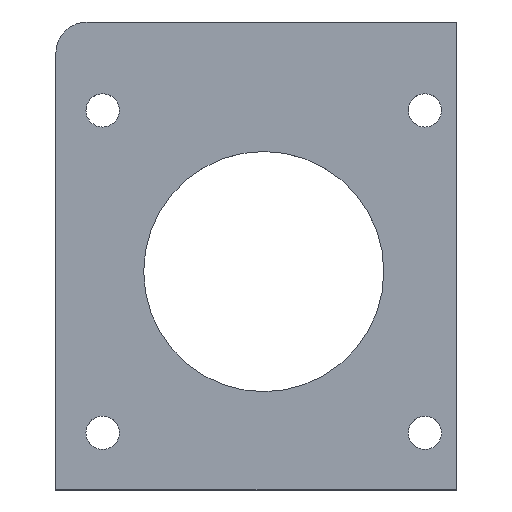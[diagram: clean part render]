
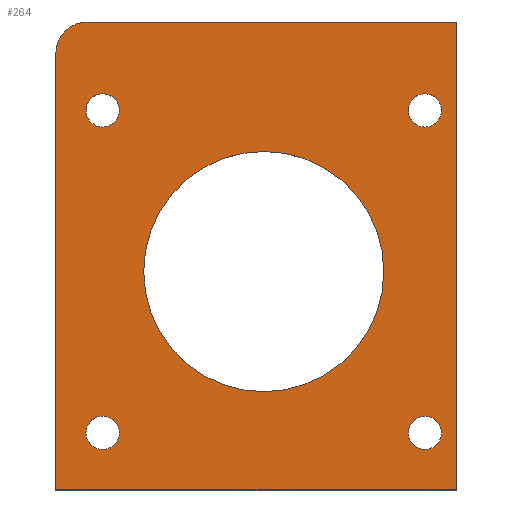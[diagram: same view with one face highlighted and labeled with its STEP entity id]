
A CAD part, top view. The second image highlights one B-rep face of the part: STEP entity #264.
In plain terms, the highlighted planar face has unit normal (0, 0, 1).
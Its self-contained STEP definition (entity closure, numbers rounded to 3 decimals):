
#2 = CIRCLE ( 'NONE', #71, 1.6 ) ;
#12 = DIRECTION ( 'NONE',  ( 0., 0., 1. ) ) ;
#14 = DIRECTION ( 'NONE',  ( 0., 0., 1. ) ) ;
#18 = FACE_OUTER_BOUND ( 'NONE', #538, .T. ) ;
#21 = EDGE_LOOP ( 'NONE', ( #197, #637 ) ) ;
#23 = CARTESIAN_POINT ( 'NONE',  ( 27.071, -58.595, 4. ) ) ;
#25 = FACE_BOUND ( 'NONE', #295, .T. ) ;
#26 = ORIENTED_EDGE ( 'NONE', *, *, #28, .T. ) ;
#28 = EDGE_CURVE ( 'NONE', #211, #567, #561, .T. ) ;
#41 = AXIS2_PLACEMENT_3D ( 'NONE', #607, #14, #412 ) ;
#46 = CIRCLE ( 'NONE', #110, 11.55 ) ;
#50 = VECTOR ( 'NONE', #72, 1000. ) ;
#53 = ORIENTED_EDGE ( 'NONE', *, *, #92, .F. ) ;
#65 = CARTESIAN_POINT ( 'NONE',  ( 27.071, -55.595, 4. ) ) ;
#68 = DIRECTION ( 'NONE',  ( 0., 0., 1. ) ) ;
#71 = AXIS2_PLACEMENT_3D ( 'NONE', #109, #363, #261 ) ;
#72 = DIRECTION ( 'NONE',  ( 0., 1., 0. ) ) ;
#76 = DIRECTION ( 'NONE',  ( -1., 0., 0. ) ) ;
#80 = CIRCLE ( 'NONE', #141, 3. ) ;
#85 = CARTESIAN_POINT ( 'NONE',  ( 61.171, -95.095, 4. ) ) ;
#89 = ORIENTED_EDGE ( 'NONE', *, *, #215, .T. ) ;
#90 = EDGE_LOOP ( 'NONE', ( #104, #262 ) ) ;
#92 = EDGE_CURVE ( 'NONE', #530, #324, #130, .T. ) ;
#100 = CARTESIAN_POINT ( 'NONE',  ( 30.171, -64.095, 4. ) ) ;
#102 = EDGE_CURVE ( 'NONE', #116, #437, #2, .T. ) ;
#103 = CIRCLE ( 'NONE', #214, 11.55 ) ;
#104 = ORIENTED_EDGE ( 'NONE', *, *, #102, .F. ) ;
#109 = CARTESIAN_POINT ( 'NONE',  ( 59.571, -64.095, 4. ) ) ;
#110 = AXIS2_PLACEMENT_3D ( 'NONE', #611, #514, #468 ) ;
#111 = EDGE_CURVE ( 'NONE', #504, #211, #80, .T. ) ;
#116 = VERTEX_POINT ( 'NONE', #457 ) ;
#123 = DIRECTION ( 'NONE',  ( 1., 0., 0. ) ) ;
#130 = CIRCLE ( 'NONE', #41, 1.6 ) ;
#134 = CARTESIAN_POINT ( 'NONE',  ( 26.971, -95.095, 4. ) ) ;
#137 = DIRECTION ( 'NONE',  ( 1., 0., 0. ) ) ;
#140 = VERTEX_POINT ( 'NONE', #411 ) ;
#141 = AXIS2_PLACEMENT_3D ( 'NONE', #161, #12, #502 ) ;
#142 = VERTEX_POINT ( 'NONE', #100 ) ;
#147 = LINE ( 'NONE', #479, #574 ) ;
#153 = EDGE_CURVE ( 'NONE', #588, #631, #294, .T. ) ;
#161 = CARTESIAN_POINT ( 'NONE',  ( 27.071, -58.595, 4. ) ) ;
#169 = CARTESIAN_POINT ( 'NONE',  ( 62.571, -100.595, 4. ) ) ;
#171 = CARTESIAN_POINT ( 'NONE',  ( 62.571, -100.595, 4. ) ) ;
#188 = EDGE_CURVE ( 'NONE', #324, #530, #511, .T. ) ;
#189 = LINE ( 'NONE', #171, #50 ) ;
#192 = EDGE_LOOP ( 'NONE', ( #408, #53 ) ) ;
#193 = CARTESIAN_POINT ( 'NONE',  ( 28.571, -95.095, 4. ) ) ;
#195 = AXIS2_PLACEMENT_3D ( 'NONE', #319, #563, #372 ) ;
#197 = ORIENTED_EDGE ( 'NONE', *, *, #252, .F. ) ;
#204 = AXIS2_PLACEMENT_3D ( 'NONE', #548, #353, #258 ) ;
#211 = VERTEX_POINT ( 'NONE', #218 ) ;
#214 = AXIS2_PLACEMENT_3D ( 'NONE', #242, #291, #639 ) ;
#215 = EDGE_CURVE ( 'NONE', #317, #140, #189, .T. ) ;
#218 = CARTESIAN_POINT ( 'NONE',  ( 24.071, -58.595, 4. ) ) ;
#220 = ORIENTED_EDGE ( 'NONE', *, *, #111, .T. ) ;
#230 = DIRECTION ( 'NONE',  ( 0., 0., 1. ) ) ;
#234 = CARTESIAN_POINT ( 'NONE',  ( 27.071, -55.595, 4. ) ) ;
#242 = CARTESIAN_POINT ( 'NONE',  ( 44.071, -79.595, 4. ) ) ;
#248 = DIRECTION ( 'NONE',  ( 0., 0., 1. ) ) ;
#251 = FACE_BOUND ( 'NONE', #333, .T. ) ;
#252 = EDGE_CURVE ( 'NONE', #331, #638, #46, .T. ) ;
#253 = ORIENTED_EDGE ( 'NONE', *, *, #420, .T. ) ;
#258 = DIRECTION ( 'NONE',  ( 1., 0., 0. ) ) ;
#261 = DIRECTION ( 'NONE',  ( 1., 0., 0. ) ) ;
#262 = ORIENTED_EDGE ( 'NONE', *, *, #560, .F. ) ;
#264 = ADVANCED_FACE ( 'NONE', ( #579, #251, #18, #25, #323, #575 ), #463, .T. ) ;
#266 = CIRCLE ( 'NONE', #361, 1.6 ) ;
#268 = ORIENTED_EDGE ( 'NONE', *, *, #153, .F. ) ;
#291 = DIRECTION ( 'NONE',  ( 0., 0., 1. ) ) ;
#294 = CIRCLE ( 'NONE', #204, 1.6 ) ;
#295 = EDGE_LOOP ( 'NONE', ( #492, #417 ) ) ;
#299 = AXIS2_PLACEMENT_3D ( 'NONE', #193, #534, #388 ) ;
#317 = VERTEX_POINT ( 'NONE', #169 ) ;
#319 = CARTESIAN_POINT ( 'NONE',  ( 59.571, -95.095, 4. ) ) ;
#323 = FACE_BOUND ( 'NONE', #90, .T. ) ;
#324 = VERTEX_POINT ( 'NONE', #422 ) ;
#325 = AXIS2_PLACEMENT_3D ( 'NONE', #23, #68, #369 ) ;
#326 = CARTESIAN_POINT ( 'NONE',  ( 28.571, -64.095, 4. ) ) ;
#328 = CARTESIAN_POINT ( 'NONE',  ( 28.571, -64.095, 4. ) ) ;
#330 = DIRECTION ( 'NONE',  ( 0., -1., 0. ) ) ;
#331 = VERTEX_POINT ( 'NONE', #566 ) ;
#333 = EDGE_LOOP ( 'NONE', ( #268, #406 ) ) ;
#353 = DIRECTION ( 'NONE',  ( 0., 0., 1. ) ) ;
#358 = VECTOR ( 'NONE', #76, 1000. ) ;
#361 = AXIS2_PLACEMENT_3D ( 'NONE', #393, #248, #137 ) ;
#363 = DIRECTION ( 'NONE',  ( 0., 0., 1. ) ) ;
#369 = DIRECTION ( 'NONE',  ( 1., 0., 0. ) ) ;
#372 = DIRECTION ( 'NONE',  ( 1., 0., 0. ) ) ;
#387 = DIRECTION ( 'NONE',  ( 1., 0., 0. ) ) ;
#388 = DIRECTION ( 'NONE',  ( 1., 0., 0. ) ) ;
#393 = CARTESIAN_POINT ( 'NONE',  ( 59.571, -64.095, 4. ) ) ;
#396 = EDGE_CURVE ( 'NONE', #140, #504, #454, .T. ) ;
#406 = ORIENTED_EDGE ( 'NONE', *, *, #540, .F. ) ;
#408 = ORIENTED_EDGE ( 'NONE', *, *, #188, .F. ) ;
#411 = CARTESIAN_POINT ( 'NONE',  ( 62.571, -55.595, 4. ) ) ;
#412 = DIRECTION ( 'NONE',  ( 1., 0., 0. ) ) ;
#417 = ORIENTED_EDGE ( 'NONE', *, *, #430, .F. ) ;
#420 = EDGE_CURVE ( 'NONE', #567, #317, #147, .T. ) ;
#422 = CARTESIAN_POINT ( 'NONE',  ( 57.971, -95.095, 4. ) ) ;
#427 = CIRCLE ( 'NONE', #494, 1.6 ) ;
#429 = VECTOR ( 'NONE', #330, 1000. ) ;
#430 = EDGE_CURVE ( 'NONE', #142, #596, #528, .T. ) ;
#432 = CARTESIAN_POINT ( 'NONE',  ( 30.171, -95.095, 4. ) ) ;
#435 = CARTESIAN_POINT ( 'NONE',  ( 26.971, -64.095, 4. ) ) ;
#437 = VERTEX_POINT ( 'NONE', #623 ) ;
#442 = EDGE_CURVE ( 'NONE', #596, #142, #427, .T. ) ;
#454 = LINE ( 'NONE', #65, #358 ) ;
#457 = CARTESIAN_POINT ( 'NONE',  ( 57.971, -64.095, 4. ) ) ;
#463 = PLANE ( 'NONE',  #325 ) ;
#468 = DIRECTION ( 'NONE',  ( 1., 0., 0. ) ) ;
#472 = AXIS2_PLACEMENT_3D ( 'NONE', #328, #230, #387 ) ;
#478 = CARTESIAN_POINT ( 'NONE',  ( 24.071, -100.595, 4. ) ) ;
#479 = CARTESIAN_POINT ( 'NONE',  ( 24.071, -100.595, 4. ) ) ;
#481 = CIRCLE ( 'NONE', #299, 1.6 ) ;
#485 = CARTESIAN_POINT ( 'NONE',  ( 24.071, -100.595, 4. ) ) ;
#488 = CARTESIAN_POINT ( 'NONE',  ( 55.621, -79.595, 4. ) ) ;
#492 = ORIENTED_EDGE ( 'NONE', *, *, #442, .F. ) ;
#494 = AXIS2_PLACEMENT_3D ( 'NONE', #326, #572, #123 ) ;
#502 = DIRECTION ( 'NONE',  ( 1., 0., 0. ) ) ;
#504 = VERTEX_POINT ( 'NONE', #234 ) ;
#511 = CIRCLE ( 'NONE', #195, 1.6 ) ;
#514 = DIRECTION ( 'NONE',  ( 0., 0., 1. ) ) ;
#528 = CIRCLE ( 'NONE', #472, 1.6 ) ;
#529 = DIRECTION ( 'NONE',  ( 1., 0., 0. ) ) ;
#530 = VERTEX_POINT ( 'NONE', #85 ) ;
#534 = DIRECTION ( 'NONE',  ( 0., 0., 1. ) ) ;
#537 = ORIENTED_EDGE ( 'NONE', *, *, #396, .T. ) ;
#538 = EDGE_LOOP ( 'NONE', ( #220, #26, #253, #89, #537 ) ) ;
#540 = EDGE_CURVE ( 'NONE', #631, #588, #481, .T. ) ;
#548 = CARTESIAN_POINT ( 'NONE',  ( 28.571, -95.095, 4. ) ) ;
#560 = EDGE_CURVE ( 'NONE', #437, #116, #266, .T. ) ;
#561 = LINE ( 'NONE', #478, #429 ) ;
#563 = DIRECTION ( 'NONE',  ( 0., 0., 1. ) ) ;
#566 = CARTESIAN_POINT ( 'NONE',  ( 32.521, -79.595, 4. ) ) ;
#567 = VERTEX_POINT ( 'NONE', #485 ) ;
#572 = DIRECTION ( 'NONE',  ( 0., 0., 1. ) ) ;
#574 = VECTOR ( 'NONE', #529, 1000. ) ;
#575 = FACE_BOUND ( 'NONE', #192, .T. ) ;
#579 = FACE_BOUND ( 'NONE', #21, .T. ) ;
#588 = VERTEX_POINT ( 'NONE', #134 ) ;
#596 = VERTEX_POINT ( 'NONE', #435 ) ;
#606 = EDGE_CURVE ( 'NONE', #638, #331, #103, .T. ) ;
#607 = CARTESIAN_POINT ( 'NONE',  ( 59.571, -95.095, 4. ) ) ;
#611 = CARTESIAN_POINT ( 'NONE',  ( 44.071, -79.595, 4. ) ) ;
#623 = CARTESIAN_POINT ( 'NONE',  ( 61.171, -64.095, 4. ) ) ;
#631 = VERTEX_POINT ( 'NONE', #432 ) ;
#637 = ORIENTED_EDGE ( 'NONE', *, *, #606, .F. ) ;
#638 = VERTEX_POINT ( 'NONE', #488 ) ;
#639 = DIRECTION ( 'NONE',  ( 1., 0., 0. ) ) ;
